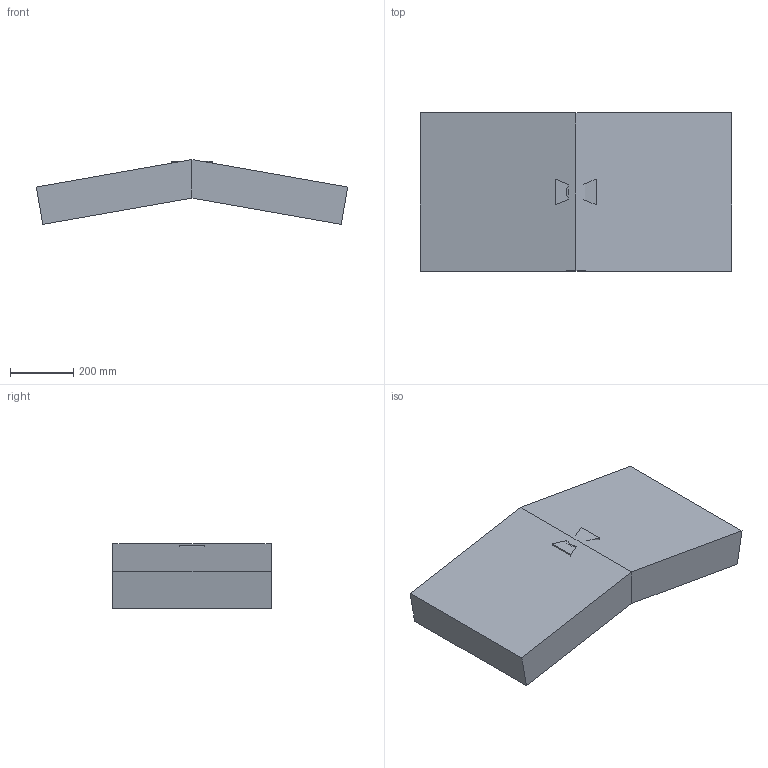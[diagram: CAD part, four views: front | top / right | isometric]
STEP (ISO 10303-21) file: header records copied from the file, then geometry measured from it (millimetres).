
FILE_DESCRIPTION(/* description */ (''),/* implementation_level */ '2;1');
FILE_NAME(/* name */ 'joint',/* time_stamp */ '2024-09-04T10:58:54+02:00',/* author */ (''),/* organization */ (''),/* preprocessor_version */ 'ST-DEVELOPER v19.2',/* originating_system */ 'Rhino 8.11',/* authorisation */ '');
FILE_SCHEMA (('CONFIG_CONTROL_DESIGN'));
Length unit declared in the file: millimetre
Products named in the file (1): Document
Bounding box: 984.81 x 500 x 205 mm (x, y, z)
Volume: 58111496.8 mm3; surface area: 1589207.8 mm2
Topology: 9 solids, 9 shells, 66 faces, 149 edges, 96 vertices
Faces by surface type: plane 54, cylinder 10, bspline 2
Entity records: 2130 total; most frequent: CARTESIAN_POINT 888, ORIENTED_EDGE 276, EDGE_CURVE 138, DIRECTION 117, B_SPLINE_CURVE_WITH_KNOTS 107, VERTEX_POINT 92, AXIS2_PLACEMENT_3D 87, EDGE_LOOP 68
